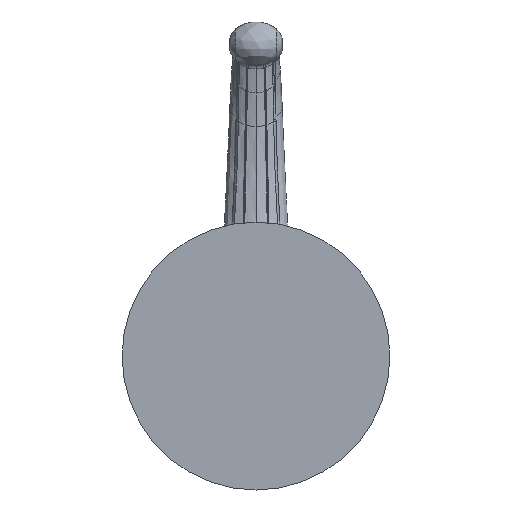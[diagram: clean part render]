
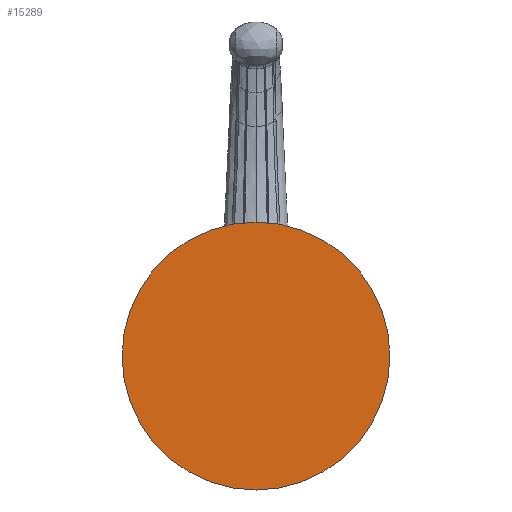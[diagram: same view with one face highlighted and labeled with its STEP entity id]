
A CAD part, front view. The second image highlights one B-rep face of the part: STEP entity #15289.
In plain terms, the highlighted planar face has unit normal (0, -1, 0).
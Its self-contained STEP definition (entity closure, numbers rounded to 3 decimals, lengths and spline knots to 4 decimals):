
#2=CARTESIAN_POINT('',(0.,0.,0.));
#3=DIRECTION('',(0.,-1.,0.));
#4=DIRECTION('',(1.,0.,0.));
#5=AXIS2_PLACEMENT_3D('',#2,#3,#4);
#7=CARTESIAN_POINT('',(0.,0.,0.));
#8=DIRECTION('',(0.,1.,0.));
#9=DIRECTION('',(1.,0.,0.));
#10=AXIS2_PLACEMENT_3D('',#7,#8,#9);
#14657=CARTESIAN_POINT('',(1.285,0.,0.));
#14658=CARTESIAN_POINT('',(-1.285,0.,0.));
#14659=VERTEX_POINT('',#14657);
#14660=VERTEX_POINT('',#14658);
#15279=CARTESIAN_POINT('',(0.,0.,0.));
#15280=DIRECTION('',(0.,-1.,0.));
#15281=DIRECTION('',(-1.,0.,0.));
#15282=AXIS2_PLACEMENT_3D('',#15279,#15280,#15281);
#15283=PLANE('',#15282);
#15284=ORIENTED_EDGE('',*,*,#15268,.F.);
#15286=ORIENTED_EDGE('',*,*,#15285,.T.);
#15287=EDGE_LOOP('',(#15284,#15286));
#15288=FACE_OUTER_BOUND('',#15287,.F.);
#15289=ADVANCED_FACE('',(#15288),#15283,.T.);
#6=CIRCLE('',#5,1.285);
#11=CIRCLE('',#10,1.285);
#15268=EDGE_CURVE('',#14659,#14660,#6,.T.);
#15285=EDGE_CURVE('',#14659,#14660,#11,.T.);
